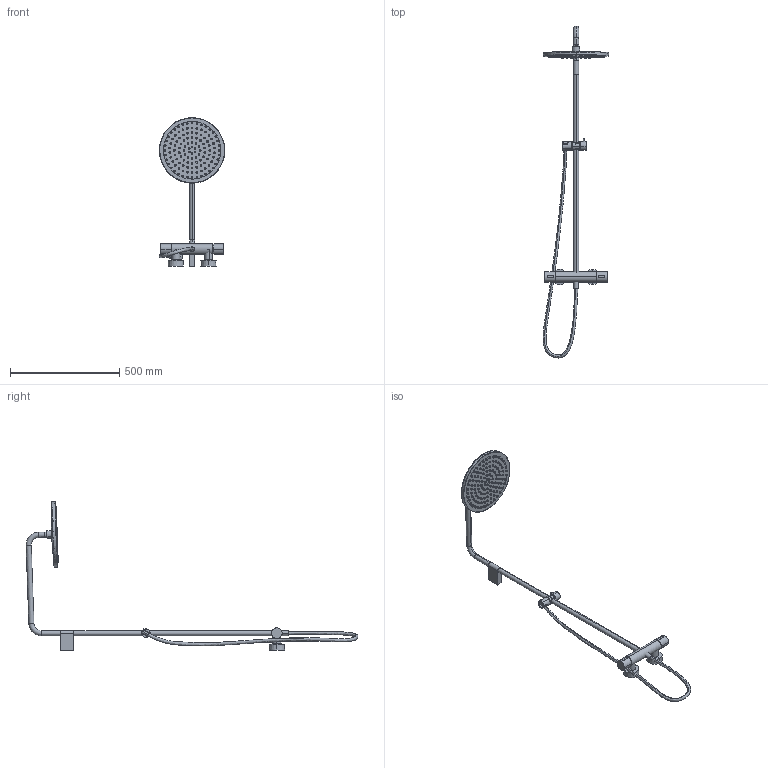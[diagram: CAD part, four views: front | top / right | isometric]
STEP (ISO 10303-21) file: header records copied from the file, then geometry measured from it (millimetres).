
FILE_DESCRIPTION (( 'STEP AP214' ), '1' );
FILE_NAME ('34460979.STEP', '2020-04-07T09:29:14', ( '' ), ( '' ), 'SwSTEP 2.0', 'SolidWorks 2017', '' );
FILE_SCHEMA (( 'AUTOMOTIVE_DESIGN' ));
Length unit declared in the file: millimetre
Products named in the file (28): Planungsmodell_Rohr_gerade-+-28.568.780-10_ _K367_7,9x15; Planungsmodell_Regenbrause-+-04.12.05.091-2; Planungsmodell_Knopf-+-09.21.33.050.90-1; Planungsmodell_Zylinder-+-09.21.40.060.90-1; Planungsmodell_Rohr_gerade-+-28.568.780-10_ _K373_48x47,7; Planungsmodell_Rohr_gerade-+-28.568.780-10_ _K193_22x50; Planungsmodell_Deckel-+-09.11.01.120.90-1; Planungsmodell_Rosette-+-09.31.20.512-1; Planungsmodell_Koerper-+-09.17.01.251.90-1; Planungsmodell_Rohr_gerade-+-28.568.780-10_ _K155_35x31,75; Planungsmodell_Einsatz-+-09.12.01.080.90-01; Planungsmodell_Schieber-+-12.570.970-1; Planungsmodell_Schieber-+-08.30.12.507.90-1; Planungsmodell_Gehaeuse-+-09.12.05.091-01; Planungsmodell_Gabel-+-08.17.20.694.90-1; Planungsmodell_Halter-+-09.17.11.150.90-1_K1_D23,5x79; Planungsmodell_Rohr-+-09.28.22.096.90-01_K2_D23,5s930; Planungsmodell_Rohr-+-09.28.22.348.90-1; Planungsmodell_Huelse-+-09.12.12.217.90-1; Planungsmodell_Mutter-+-09.24.04.282.90-01_K1_D23 x 30; 34460979; Planungsmodell_Schlauch-+-09.30.02.071-3_Regenbrause_Therm. mit Schieber; Planungsmodell_Schieber-+-08.18.40.580.90-1; Planungsmodell_THT-ST-+-04.17.01.250.00-1; Planungsmodell_Rohr_gerade-+-28.568.780-10_ _K365_38x30; Planungsmodell_Rohr_gerade-+-28.568.780-10_ _K374_37x47; Planungsmodell_Rohr_gerade-+-28.568.780-10_ _K366_37x1; Planungsmodell_Griff-+-04.17.33.015.00-1
Assembly tree (30 placements, depth 4):
  34460979
    Planungsmodell_Rohr-+-09.28.22.096.90-01_K2_D23,5s930
    Planungsmodell_Regenbrause-+-04.12.05.091-2
      Planungsmodell_Gehaeuse-+-09.12.05.091-01
      Planungsmodell_Einsatz-+-09.12.01.080.90-01
      Planungsmodell_Rohr_gerade-+-28.568.780-10_ _K155_35x31,75
      Planungsmodell_Deckel-+-09.11.01.120.90-1
      Planungsmodell_Zylinder-+-09.21.40.060.90-1
    Planungsmodell_Schieber-+-12.570.970-1
      Planungsmodell_Rohr_gerade-+-28.568.780-10_ _K367_7,9x15
      Planungsmodell_Rohr_gerade-+-28.568.780-10_ _K366_37x1
      Planungsmodell_Rohr_gerade-+-28.568.780-10_ _K365_38x30
      Planungsmodell_Schieber-+-08.18.40.580.90-1
      Planungsmodell_Huelse-+-09.12.12.217.90-1
      Planungsmodell_Gabel-+-08.17.20.694.90-1
      Planungsmodell_Schieber-+-08.30.12.507.90-1
    Planungsmodell_THT-ST-+-04.17.01.250.00-1
      Planungsmodell_Koerper-+-09.17.01.251.90-1
      Planungsmodell_Rosette-+-09.31.20.512-1  x2
      Planungsmodell_Rohr_gerade-+-28.568.780-10_ _K193_22x50
      Planungsmodell_Griff-+-04.17.33.015.00-1  x2
        Planungsmodell_Rohr_gerade-+-28.568.780-10_ _K373_48x47,7
        Planungsmodell_Knopf-+-09.21.33.050.90-1
      Planungsmodell_Rohr_gerade-+-28.568.780-10_ _K374_37x47  x2
    Planungsmodell_Schlauch-+-09.30.02.071-3_Regenbrause_Therm. mit Schieber
    Planungsmodell_Mutter-+-09.24.04.282.90-01_K1_D23 x 30
    Planungsmodell_Rohr-+-09.28.22.348.90-1
    Planungsmodell_Halter-+-09.17.11.150.90-1_K1_D23,5x79
Bounding box: 301.03 x 1520.32 x 681.53 mm (x, y, z)
Volume: 2607194.8 mm3; surface area: 769872.4 mm2
Topology: 27 solids, 27 shells, 823 faces, 1900 edges, 1260 vertices
Faces by surface type: cylinder 576, plane 218, cone 14, torus 10, bspline 5
Entity records: 27333 total; most frequent: CARTESIAN_POINT 6090, DIRECTION 4665, ORIENTED_EDGE 3732, AXIS2_PLACEMENT_3D 2003, EDGE_CURVE 1866, VERTEX_POINT 1238, EDGE_LOOP 1184, CIRCLE 1168
